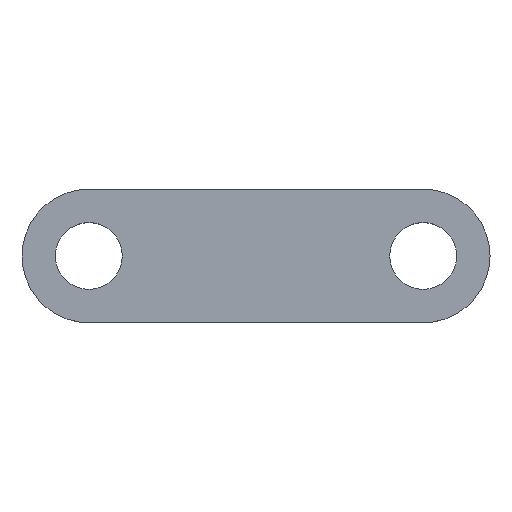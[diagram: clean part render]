
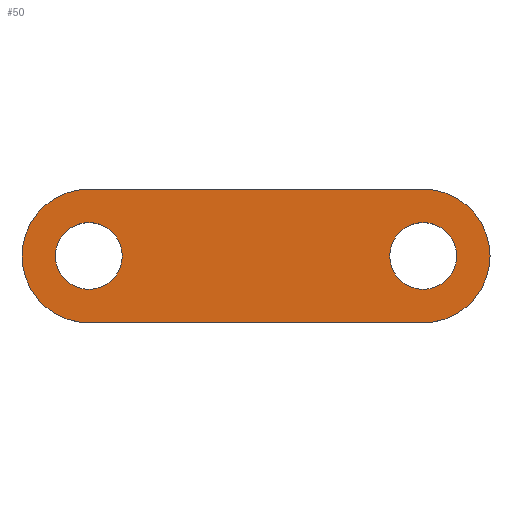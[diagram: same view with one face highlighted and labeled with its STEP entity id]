
A CAD part, top view. The second image highlights one B-rep face of the part: STEP entity #50.
In plain terms, the highlighted planar face has unit normal (0, 0, 1).
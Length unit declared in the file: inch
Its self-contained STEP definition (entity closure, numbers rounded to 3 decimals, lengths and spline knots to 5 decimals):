
#4 = DIRECTION ( 'NONE',  ( 1., 0., 0. ) ) ;
#6 = CIRCLE ( 'NONE', #242, 0.98425 ) ;
#15 = CARTESIAN_POINT ( 'NONE',  ( 4.92126, -1.9685, 0.7874 ) ) ;
#22 = AXIS2_PLACEMENT_3D ( 'NONE', #394, #268, #200 ) ;
#25 = ORIENTED_EDGE ( 'NONE', *, *, #169, .F. ) ;
#26 = VERTEX_POINT ( 'NONE', #165 ) ;
#30 = ORIENTED_EDGE ( 'NONE', *, *, #156, .T. ) ;
#34 = EDGE_CURVE ( 'NONE', #393, #26, #124, .T. ) ;
#36 = CARTESIAN_POINT ( 'NONE',  ( -4.92126, 0., 0.7874 ) ) ;
#38 = AXIS2_PLACEMENT_3D ( 'NONE', #39, #209, #76 ) ;
#39 = CARTESIAN_POINT ( 'NONE',  ( 4.92126, 0., 0.7874 ) ) ;
#49 = CARTESIAN_POINT ( 'NONE',  ( -4.92126, 0., 0.7874 ) ) ;
#50 = ADVANCED_FACE ( 'NONE', ( #112, #424, #166 ), #298, .F. ) ;
#54 = LINE ( 'NONE', #246, #333 ) ;
#71 = DIRECTION ( 'NONE',  ( 0., 0., -1. ) ) ;
#76 = DIRECTION ( 'NONE',  ( 1., 0., 0. ) ) ;
#87 = VERTEX_POINT ( 'NONE', #399 ) ;
#93 = CIRCLE ( 'NONE', #195, 0.98425 ) ;
#105 = CARTESIAN_POINT ( 'NONE',  ( -4.92126, 0., 0.7874 ) ) ;
#107 = ORIENTED_EDGE ( 'NONE', *, *, #245, .T. ) ;
#108 = AXIS2_PLACEMENT_3D ( 'NONE', #310, #190, #127 ) ;
#112 = FACE_OUTER_BOUND ( 'NONE', #117, .T. ) ;
#117 = EDGE_LOOP ( 'NONE', ( #107, #135, #178, #30, #237 ) ) ;
#123 = DIRECTION ( 'NONE',  ( 0., 0., 1. ) ) ;
#124 = CIRCLE ( 'NONE', #22, 0.98425 ) ;
#127 = DIRECTION ( 'NONE',  ( -1., 0., 0. ) ) ;
#133 = CARTESIAN_POINT ( 'NONE',  ( -4.92126, -1.9685, 0.7874 ) ) ;
#135 = ORIENTED_EDGE ( 'NONE', *, *, #358, .T. ) ;
#141 = VERTEX_POINT ( 'NONE', #133 ) ;
#156 = EDGE_CURVE ( 'NONE', #379, #369, #222, .T. ) ;
#162 = EDGE_CURVE ( 'NONE', #141, #379, #415, .T. ) ;
#165 = CARTESIAN_POINT ( 'NONE',  ( 3.93701, 0., 0.7874 ) ) ;
#166 = FACE_BOUND ( 'NONE', #189, .T. ) ;
#169 = EDGE_CURVE ( 'NONE', #271, #87, #233, .T. ) ;
#172 = VERTEX_POINT ( 'NONE', #275 ) ;
#174 = AXIS2_PLACEMENT_3D ( 'NONE', #36, #175, #401 ) ;
#175 = DIRECTION ( 'NONE',  ( 0., 0., 1. ) ) ;
#178 = ORIENTED_EDGE ( 'NONE', *, *, #162, .T. ) ;
#189 = EDGE_LOOP ( 'NONE', ( #348, #281 ) ) ;
#190 = DIRECTION ( 'NONE',  ( 0., 0., 1. ) ) ;
#195 = AXIS2_PLACEMENT_3D ( 'NONE', #49, #408, #214 ) ;
#200 = DIRECTION ( 'NONE',  ( -1., 0., 0. ) ) ;
#204 = EDGE_CURVE ( 'NONE', #87, #271, #93, .T. ) ;
#209 = DIRECTION ( 'NONE',  ( 0., 0., 1. ) ) ;
#214 = DIRECTION ( 'NONE',  ( 1., 0., 0. ) ) ;
#216 = EDGE_CURVE ( 'NONE', #26, #393, #6, .T. ) ;
#217 = CARTESIAN_POINT ( 'NONE',  ( 4.92126, 0., 0.7874 ) ) ;
#220 = DIRECTION ( 'NONE',  ( -1., 0., 0. ) ) ;
#222 = CIRCLE ( 'NONE', #38, 1.9685 ) ;
#229 = VECTOR ( 'NONE', #4, 39.37008 ) ;
#233 = CIRCLE ( 'NONE', #174, 0.98425 ) ;
#234 = DIRECTION ( 'NONE',  ( -1., 0., 0. ) ) ;
#237 = ORIENTED_EDGE ( 'NONE', *, *, #308, .T. ) ;
#239 = CIRCLE ( 'NONE', #108, 1.9685 ) ;
#242 = AXIS2_PLACEMENT_3D ( 'NONE', #217, #376, #278 ) ;
#245 = EDGE_CURVE ( 'NONE', #386, #172, #326, .T. ) ;
#246 = CARTESIAN_POINT ( 'NONE',  ( 4.92126, 1.9685, 0.7874 ) ) ;
#252 = CARTESIAN_POINT ( 'NONE',  ( -4.92126, 0., 0.7874 ) ) ;
#268 = DIRECTION ( 'NONE',  ( 0., 0., 1. ) ) ;
#271 = VERTEX_POINT ( 'NONE', #314 ) ;
#275 = CARTESIAN_POINT ( 'NONE',  ( -6.88976, 0., 0.7874 ) ) ;
#277 = ORIENTED_EDGE ( 'NONE', *, *, #204, .F. ) ;
#278 = DIRECTION ( 'NONE',  ( -1., 0., 0. ) ) ;
#281 = ORIENTED_EDGE ( 'NONE', *, *, #34, .F. ) ;
#294 = EDGE_LOOP ( 'NONE', ( #277, #25 ) ) ;
#298 = PLANE ( 'NONE',  #330 ) ;
#308 = EDGE_CURVE ( 'NONE', #369, #386, #54, .T. ) ;
#310 = CARTESIAN_POINT ( 'NONE',  ( -4.92126, 0., 0.7874 ) ) ;
#314 = CARTESIAN_POINT ( 'NONE',  ( -3.93701, 0., 0.7874 ) ) ;
#317 = CARTESIAN_POINT ( 'NONE',  ( 5.90551, 0., 0.7874 ) ) ;
#326 = CIRCLE ( 'NONE', #367, 1.9685 ) ;
#330 = AXIS2_PLACEMENT_3D ( 'NONE', #105, #71, #234 ) ;
#333 = VECTOR ( 'NONE', #220, 39.37008 ) ;
#348 = ORIENTED_EDGE ( 'NONE', *, *, #216, .F. ) ;
#349 = DIRECTION ( 'NONE',  ( -1., 0., 0. ) ) ;
#358 = EDGE_CURVE ( 'NONE', #172, #141, #239, .T. ) ;
#366 = CARTESIAN_POINT ( 'NONE',  ( 4.92126, -1.9685, 0.7874 ) ) ;
#367 = AXIS2_PLACEMENT_3D ( 'NONE', #252, #123, #349 ) ;
#369 = VERTEX_POINT ( 'NONE', #410 ) ;
#376 = DIRECTION ( 'NONE',  ( 0., 0., 1. ) ) ;
#379 = VERTEX_POINT ( 'NONE', #15 ) ;
#386 = VERTEX_POINT ( 'NONE', #412 ) ;
#393 = VERTEX_POINT ( 'NONE', #317 ) ;
#394 = CARTESIAN_POINT ( 'NONE',  ( 4.92126, 0., 0.7874 ) ) ;
#399 = CARTESIAN_POINT ( 'NONE',  ( -5.90551, 0., 0.7874 ) ) ;
#401 = DIRECTION ( 'NONE',  ( 1., 0., 0. ) ) ;
#408 = DIRECTION ( 'NONE',  ( 0., 0., 1. ) ) ;
#410 = CARTESIAN_POINT ( 'NONE',  ( 4.92126, 1.9685, 0.7874 ) ) ;
#412 = CARTESIAN_POINT ( 'NONE',  ( -4.92126, 1.9685, 0.7874 ) ) ;
#415 = LINE ( 'NONE', #366, #229 ) ;
#424 = FACE_BOUND ( 'NONE', #294, .T. ) ;
